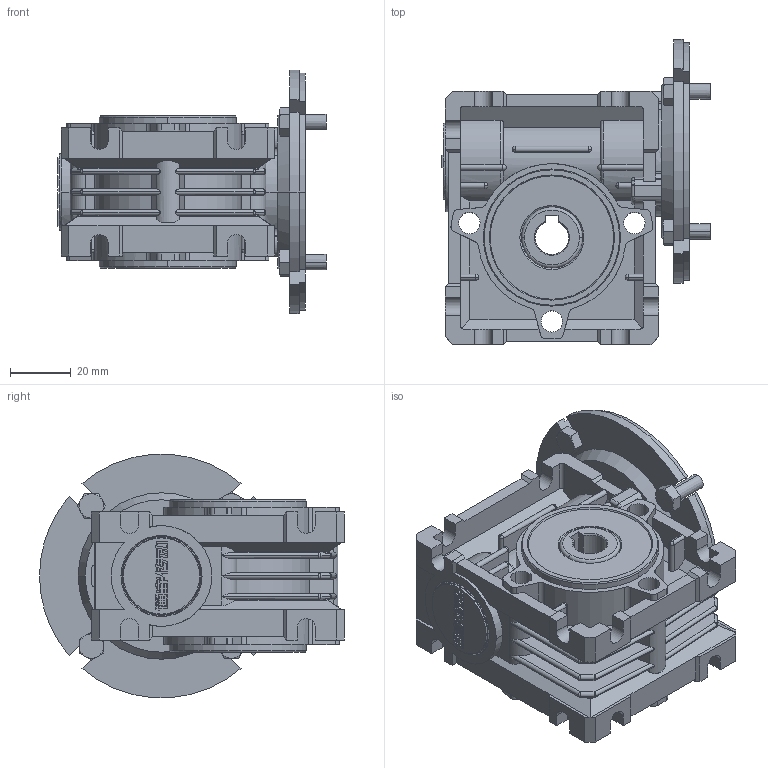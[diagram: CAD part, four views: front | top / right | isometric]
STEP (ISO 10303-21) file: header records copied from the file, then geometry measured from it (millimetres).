
FILE_DESCRIPTION( ( 'STEP AP214' ), '1' );
FILE_NAME( '2.step', ' ', ( ' ' ), ( ' ' ), 'XStep 1.0', ' ', ' ' );
FILE_SCHEMA( ( 'automotive_design' ) );
Length unit declared in the file: millimetre
Products named in the file (8): 1; 2; 3; 4; 5; 6; 7; 8
Bounding box: 88.2 x 100 x 79.75 mm (x, y, z)
Volume: 189698.8 mm3; surface area: 69527.6 mm2
Topology: 8 solids, 18 shells, 1104 faces, 2922 edges, 1850 vertices
Faces by surface type: plane 675, cylinder 285, cone 72, sphere 40, torus 30, bspline 2
Entity records: 67740 total; most frequent: CARTESIAN_POINT 7819, STYLED_ITEM 5842, PRESENTATION_STYLE_ASSIGNMENT 5842, COLOUR_RGB 5842, ORIENTED_EDGE 5776, DIRECTION 5625, EDGE_CURVE 2888, CURVE_STYLE 2888
